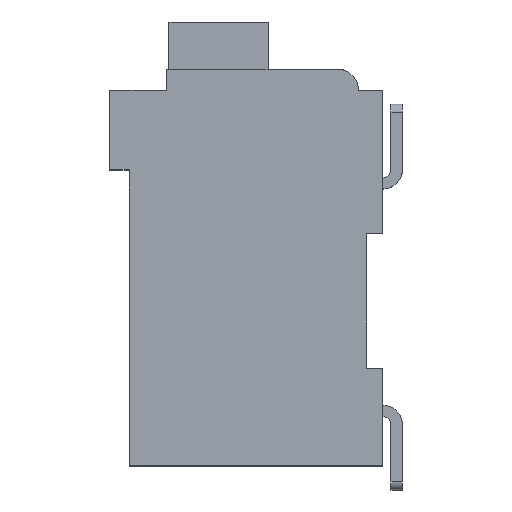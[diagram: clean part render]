
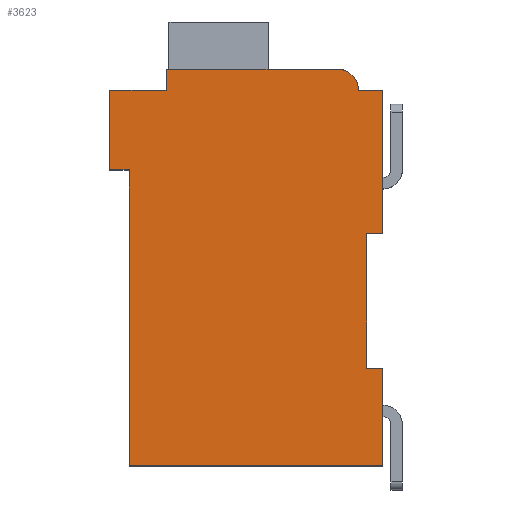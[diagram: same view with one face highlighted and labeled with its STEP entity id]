
A CAD part, top view. The second image highlights one B-rep face of the part: STEP entity #3623.
In plain terms, the highlighted planar face has unit normal (0, 0, 1).
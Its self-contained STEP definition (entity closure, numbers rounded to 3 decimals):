
#784=DIRECTION('',(1.,0.,0.));
#785=VECTOR('',#784,0.5);
#786=CARTESIAN_POINT('',(7.3,7.15,2.1));
#787=LINE('',#786,#785);
#788=DIRECTION('',(0.,1.,0.));
#789=VECTOR('',#788,4.15);
#790=CARTESIAN_POINT('',(7.3,3.,2.1));
#791=LINE('',#790,#789);
#792=DIRECTION('',(-1.,0.,0.));
#793=VECTOR('',#792,0.5);
#794=CARTESIAN_POINT('',(7.8,3.,2.1));
#795=LINE('',#794,#793);
#796=DIRECTION('',(0.,1.,0.));
#797=VECTOR('',#796,3.);
#798=CARTESIAN_POINT('',(7.8,0.,2.1));
#799=LINE('',#798,#797);
#800=DIRECTION('',(1.,0.,0.));
#801=VECTOR('',#800,7.8);
#802=CARTESIAN_POINT('',(0.,0.,2.1));
#803=LINE('',#802,#801);
#804=DIRECTION('',(0.,-1.,0.));
#805=VECTOR('',#804,9.1);
#806=CARTESIAN_POINT('',(0.,9.1,2.1));
#807=LINE('',#806,#805);
#808=DIRECTION('',(1.,0.,0.));
#809=VECTOR('',#808,0.6);
#810=CARTESIAN_POINT('',(-0.6,9.1,2.1));
#811=LINE('',#810,#809);
#812=DIRECTION('',(0.,-1.,0.));
#813=VECTOR('',#812,2.45);
#814=CARTESIAN_POINT('',(-0.6,11.55,2.1));
#815=LINE('',#814,#813);
#816=DIRECTION('',(-1.,0.,0.));
#817=VECTOR('',#816,1.75);
#818=CARTESIAN_POINT('',(1.15,11.55,2.1));
#819=LINE('',#818,#817);
#820=DIRECTION('',(0.,-1.,0.));
#821=VECTOR('',#820,0.65);
#822=CARTESIAN_POINT('',(1.15,12.2,2.1));
#823=LINE('',#822,#821);
#824=DIRECTION('',(-1.,0.,0.));
#825=VECTOR('',#824,5.25);
#826=CARTESIAN_POINT('',(6.4,12.2,2.1));
#827=LINE('',#826,#825);
#828=CARTESIAN_POINT('',(6.4,11.55,2.1));
#829=DIRECTION('',(0.,0.,1.));
#830=DIRECTION('',(1.,0.,0.));
#831=AXIS2_PLACEMENT_3D('',#828,#829,#830);
#833=DIRECTION('',(-1.,0.,0.));
#834=VECTOR('',#833,0.75);
#835=CARTESIAN_POINT('',(7.8,11.55,2.1));
#836=LINE('',#835,#834);
#837=DIRECTION('',(0.,1.,0.));
#838=VECTOR('',#837,4.4);
#839=CARTESIAN_POINT('',(7.8,7.15,2.1));
#840=LINE('',#839,#838);
#2071=CARTESIAN_POINT('',(7.3,7.15,2.1));
#2072=CARTESIAN_POINT('',(7.8,7.15,2.1));
#2073=VERTEX_POINT('',#2071);
#2074=VERTEX_POINT('',#2072);
#2075=CARTESIAN_POINT('',(7.8,11.55,2.1));
#2076=VERTEX_POINT('',#2075);
#2077=CARTESIAN_POINT('',(7.05,11.55,2.1));
#2078=VERTEX_POINT('',#2077);
#2079=CARTESIAN_POINT('',(6.4,12.2,2.1));
#2080=VERTEX_POINT('',#2079);
#2081=CARTESIAN_POINT('',(1.15,12.2,2.1));
#2082=VERTEX_POINT('',#2081);
#2083=CARTESIAN_POINT('',(1.15,11.55,2.1));
#2084=VERTEX_POINT('',#2083);
#2085=CARTESIAN_POINT('',(-0.6,11.55,2.1));
#2086=VERTEX_POINT('',#2085);
#2087=CARTESIAN_POINT('',(-0.6,9.1,2.1));
#2088=VERTEX_POINT('',#2087);
#2089=CARTESIAN_POINT('',(0.,9.1,2.1));
#2090=VERTEX_POINT('',#2089);
#2091=CARTESIAN_POINT('',(0.,0.,2.1));
#2092=VERTEX_POINT('',#2091);
#2093=CARTESIAN_POINT('',(7.8,0.,2.1));
#2094=VERTEX_POINT('',#2093);
#2095=CARTESIAN_POINT('',(7.8,3.,2.1));
#2096=VERTEX_POINT('',#2095);
#2097=CARTESIAN_POINT('',(7.3,3.,2.1));
#2098=VERTEX_POINT('',#2097);
#3599=CARTESIAN_POINT('',(0.,0.,2.1));
#3600=DIRECTION('',(0.,0.,1.));
#3601=DIRECTION('',(1.,0.,0.));
#3602=AXIS2_PLACEMENT_3D('',#3599,#3600,#3601);
#3603=PLANE('',#3602);
#3604=ORIENTED_EDGE('',*,*,#2720,.F.);
#3605=ORIENTED_EDGE('',*,*,#2869,.F.);
#3607=ORIENTED_EDGE('',*,*,#3606,.F.);
#3609=ORIENTED_EDGE('',*,*,#3608,.F.);
#3611=ORIENTED_EDGE('',*,*,#3610,.F.);
#3612=ORIENTED_EDGE('',*,*,#2966,.F.);
#3613=ORIENTED_EDGE('',*,*,#3006,.F.);
#3614=ORIENTED_EDGE('',*,*,#3070,.F.);
#3615=ORIENTED_EDGE('',*,*,#3139,.F.);
#3616=ORIENTED_EDGE('',*,*,#3208,.F.);
#3617=ORIENTED_EDGE('',*,*,#3356,.F.);
#3618=ORIENTED_EDGE('',*,*,#3541,.F.);
#3619=ORIENTED_EDGE('',*,*,#3501,.F.);
#3620=ORIENTED_EDGE('',*,*,#2805,.F.);
#3621=EDGE_LOOP('',(#3604,#3605,#3607,#3609,#3611,#3612,#3613,#3614,#3615,#3616,
#3617,#3618,#3619,#3620));
#3622=FACE_OUTER_BOUND('',#3621,.F.);
#832=CIRCLE('',#831,0.65);
#2720=EDGE_CURVE('',#2073,#2074,#787,.T.);
#2805=EDGE_CURVE('',#2074,#2076,#840,.T.);
#2869=EDGE_CURVE('',#2098,#2073,#791,.T.);
#2966=EDGE_CURVE('',#2090,#2092,#807,.T.);
#3006=EDGE_CURVE('',#2088,#2090,#811,.T.);
#3070=EDGE_CURVE('',#2086,#2088,#815,.T.);
#3139=EDGE_CURVE('',#2084,#2086,#819,.T.);
#3208=EDGE_CURVE('',#2082,#2084,#823,.T.);
#3356=EDGE_CURVE('',#2080,#2082,#827,.T.);
#3501=EDGE_CURVE('',#2076,#2078,#836,.T.);
#3541=EDGE_CURVE('',#2078,#2080,#832,.T.);
#3606=EDGE_CURVE('',#2096,#2098,#795,.T.);
#3608=EDGE_CURVE('',#2094,#2096,#799,.T.);
#3610=EDGE_CURVE('',#2092,#2094,#803,.T.);
#3623=ADVANCED_FACE('',(#3622),#3603,.T.);
